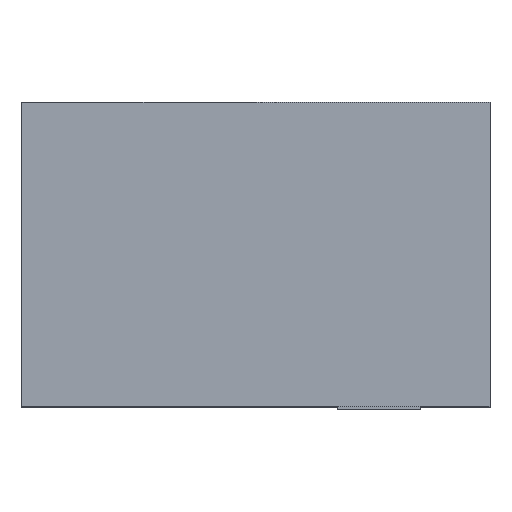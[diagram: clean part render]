
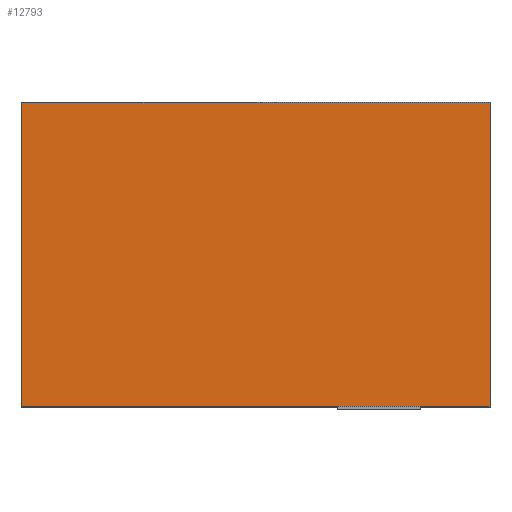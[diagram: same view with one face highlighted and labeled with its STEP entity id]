
A CAD part, top view. The second image highlights one B-rep face of the part: STEP entity #12793.
In plain terms, the highlighted planar face has unit normal (0, 0, 1).
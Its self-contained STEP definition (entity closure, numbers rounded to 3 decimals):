
#12659=CARTESIAN_POINT('',(1760.086,20.171,2200.));
#12660=VERTEX_POINT('',#12659);
#12667=CARTESIAN_POINT('',(-39.914,20.171,2200.));
#12668=VERTEX_POINT('',#12667);
#12669=CARTESIAN_POINT('',(1760.086,20.171,2200.0));
#12670=DIRECTION('',(-1.0,0.0,0.0));
#12671=VECTOR('',#12670,1800.);
#12672=LINE('',#12669,#12671);
#12673=EDGE_CURVE('',#12660,#12668,#12672,.T.);
#12698=CARTESIAN_POINT('',(1760.086,1190.171,2200.));
#12699=VERTEX_POINT('',#12698);
#12706=CARTESIAN_POINT('',(1760.086,1190.171,2200.0));
#12707=DIRECTION('',(0.0,-1.0,0.0));
#12708=VECTOR('',#12707,1170.0);
#12709=LINE('',#12706,#12708);
#12710=EDGE_CURVE('',#12699,#12660,#12709,.T.);
#12721=CARTESIAN_POINT('',(-39.914,1190.171,2200.));
#12722=VERTEX_POINT('',#12721);
#12723=CARTESIAN_POINT('',(-39.914,1190.171,2200.0));
#12724=DIRECTION('',(1.0,0.0,0.0));
#12725=VECTOR('',#12724,1800.);
#12726=LINE('',#12723,#12725);
#12727=EDGE_CURVE('',#12722,#12699,#12726,.T.);
#12754=CARTESIAN_POINT('',(-39.914,20.171,2200.0));
#12755=DIRECTION('',(0.0,1.0,0.0));
#12756=VECTOR('',#12755,1170.0);
#12757=LINE('',#12754,#12756);
#12758=EDGE_CURVE('',#12668,#12722,#12757,.T.);
#12782=CARTESIAN_POINT('',(860.086,605.171,2200.));
#12783=DIRECTION('',(0.0,0.0,1.0));
#12784=DIRECTION('',(1.0,0.0,0.0));
#12785=AXIS2_PLACEMENT_3D('',#12782,#12783,#12784);
#12786=PLANE('',#12785);
#12787=ORIENTED_EDGE('',*,*,#12727,.F.);
#12788=ORIENTED_EDGE('',*,*,#12758,.F.);
#12789=ORIENTED_EDGE('',*,*,#12673,.F.);
#12790=ORIENTED_EDGE('',*,*,#12710,.F.);
#12791=EDGE_LOOP('',(#12787,#12788,#12789,#12790));
#12792=FACE_OUTER_BOUND('',#12791,.T.);
#12793=ADVANCED_FACE('',(#12792),#12786,.T.);
